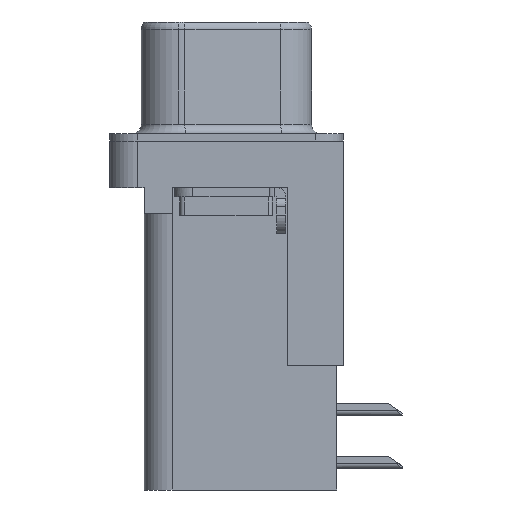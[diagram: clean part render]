
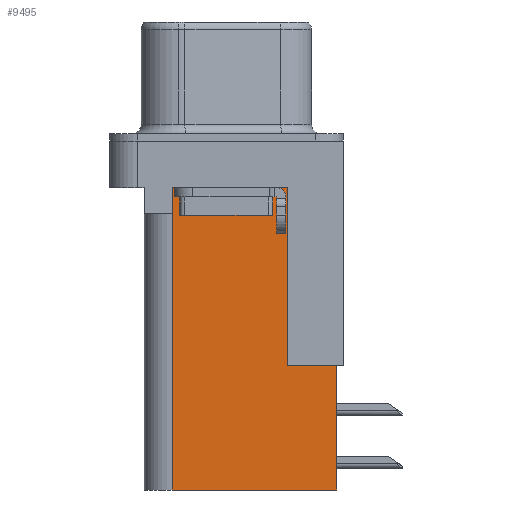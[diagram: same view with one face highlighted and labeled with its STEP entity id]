
A CAD part, left-side view. The second image highlights one B-rep face of the part: STEP entity #9495.
In plain terms, the highlighted planar face has unit normal (-1, 0, 0).
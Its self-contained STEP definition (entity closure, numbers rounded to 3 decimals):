
#14 = VECTOR ( 'NONE', #3099, 1000. ) ;
#894 = DIRECTION ( 'NONE',  ( 0., 1., 0. ) ) ;
#1324 = ORIENTED_EDGE ( 'NONE', *, *, #3987, .F. ) ;
#1840 = ORIENTED_EDGE ( 'NONE', *, *, #12503, .T. ) ;
#2222 = VECTOR ( 'NONE', #2412, 1000. ) ;
#2412 = DIRECTION ( 'NONE',  ( 0., 0., 1. ) ) ;
#2481 = CARTESIAN_POINT ( 'NONE',  ( 3.79, -3.295, -2.5 ) ) ;
#2655 = CARTESIAN_POINT ( 'NONE',  ( 3.79, -3.295, -2.5 ) ) ;
#2879 = LINE ( 'NONE', #4003, #5749 ) ;
#2969 = EDGE_CURVE ( 'NONE', #3354, #8676, #5815, .T. ) ;
#3050 = DIRECTION ( 'NONE',  ( 1., 0., 0. ) ) ;
#3099 = DIRECTION ( 'NONE',  ( 0., 0., -1. ) ) ;
#3182 = DIRECTION ( 'NONE',  ( 0., 1., 0. ) ) ;
#3354 = VERTEX_POINT ( 'NONE', #11375 ) ;
#3400 = ORIENTED_EDGE ( 'NONE', *, *, #4785, .T. ) ;
#3498 = LINE ( 'NONE', #10195, #9227 ) ;
#3632 = CARTESIAN_POINT ( 'NONE',  ( 3.79, 2.925, -3.9 ) ) ;
#3690 = CARTESIAN_POINT ( 'NONE',  ( 3.79, 2.925, -18.76 ) ) ;
#3777 = ORIENTED_EDGE ( 'NONE', *, *, #2969, .F. ) ;
#3987 = EDGE_CURVE ( 'NONE', #12478, #13304, #5120, .T. ) ;
#4003 = CARTESIAN_POINT ( 'NONE',  ( 3.79, 2.895, -3.9 ) ) ;
#4293 = VERTEX_POINT ( 'NONE', #4429 ) ;
#4429 = CARTESIAN_POINT ( 'NONE',  ( 3.79, -3.295, -12.05 ) ) ;
#4516 = LINE ( 'NONE', #10703, #9873 ) ;
#4785 = EDGE_CURVE ( 'NONE', #14013, #7831, #2879, .T. ) ;
#5120 = LINE ( 'NONE', #3690, #2222 ) ;
#5238 = CARTESIAN_POINT ( 'NONE',  ( 3.79, -6.295, -12.05 ) ) ;
#5497 = LINE ( 'NONE', #5238, #8033 ) ;
#5749 = VECTOR ( 'NONE', #5776, 1000. ) ;
#5776 = DIRECTION ( 'NONE',  ( 0., 0., -1. ) ) ;
#5815 = LINE ( 'NONE', #11848, #14 ) ;
#6009 = VERTEX_POINT ( 'NONE', #2655 ) ;
#6211 = LINE ( 'NONE', #2481, #11912 ) ;
#6278 = CARTESIAN_POINT ( 'NONE',  ( 3.79, -3.295, -18.76 ) ) ;
#6550 = CARTESIAN_POINT ( 'NONE',  ( 3.79, 2.895, -3.9 ) ) ;
#6595 = CARTESIAN_POINT ( 'NONE',  ( 3.79, -3.295, -18.76 ) ) ;
#7143 = VECTOR ( 'NONE', #7692, 1000. ) ;
#7315 = ORIENTED_EDGE ( 'NONE', *, *, #11016, .T. ) ;
#7357 = PLANE ( 'NONE',  #8609 ) ;
#7371 = EDGE_CURVE ( 'NONE', #8676, #12478, #3498, .T. ) ;
#7692 = DIRECTION ( 'NONE',  ( 0., 0., 1. ) ) ;
#7752 = EDGE_CURVE ( 'NONE', #7831, #13304, #4516, .T. ) ;
#7831 = VERTEX_POINT ( 'NONE', #6550 ) ;
#7834 = LINE ( 'NONE', #6595, #7143 ) ;
#7940 = CARTESIAN_POINT ( 'NONE',  ( 3.79, 2.895, -2.5 ) ) ;
#8033 = VECTOR ( 'NONE', #894, 1000. ) ;
#8609 = AXIS2_PLACEMENT_3D ( 'NONE', #6278, #3050, #10561 ) ;
#8676 = VERTEX_POINT ( 'NONE', #12389 ) ;
#9227 = VECTOR ( 'NONE', #13405, 1000. ) ;
#9495 = ADVANCED_FACE ( 'NONE', ( #13643 ), #7357, .F. ) ;
#9873 = VECTOR ( 'NONE', #3182, 1000. ) ;
#10010 = DIRECTION ( 'NONE',  ( 0., 1., 0. ) ) ;
#10195 = CARTESIAN_POINT ( 'NONE',  ( 3.79, -3.295, -18.76 ) ) ;
#10536 = CARTESIAN_POINT ( 'NONE',  ( 3.79, 2.925, -18.76 ) ) ;
#10561 = DIRECTION ( 'NONE',  ( 0., 1., 0. ) ) ;
#10703 = CARTESIAN_POINT ( 'NONE',  ( 3.79, 0., -3.9 ) ) ;
#11016 = EDGE_CURVE ( 'NONE', #6009, #14013, #6211, .T. ) ;
#11313 = ORIENTED_EDGE ( 'NONE', *, *, #7752, .T. ) ;
#11348 = EDGE_LOOP ( 'NONE', ( #7315, #3400, #11313, #1324, #12088, #3777, #1840, #12159 ) ) ;
#11375 = CARTESIAN_POINT ( 'NONE',  ( 3.79, -5.925, -12.05 ) ) ;
#11848 = CARTESIAN_POINT ( 'NONE',  ( 3.79, -5.925, -2. ) ) ;
#11912 = VECTOR ( 'NONE', #10010, 1000. ) ;
#12088 = ORIENTED_EDGE ( 'NONE', *, *, #7371, .F. ) ;
#12159 = ORIENTED_EDGE ( 'NONE', *, *, #13135, .T. ) ;
#12389 = CARTESIAN_POINT ( 'NONE',  ( 3.79, -5.925, -18.76 ) ) ;
#12478 = VERTEX_POINT ( 'NONE', #10536 ) ;
#12503 = EDGE_CURVE ( 'NONE', #3354, #4293, #5497, .T. ) ;
#13135 = EDGE_CURVE ( 'NONE', #4293, #6009, #7834, .T. ) ;
#13304 = VERTEX_POINT ( 'NONE', #3632 ) ;
#13405 = DIRECTION ( 'NONE',  ( 0., 1., 0. ) ) ;
#13643 = FACE_OUTER_BOUND ( 'NONE', #11348, .T. ) ;
#14013 = VERTEX_POINT ( 'NONE', #7940 ) ;
